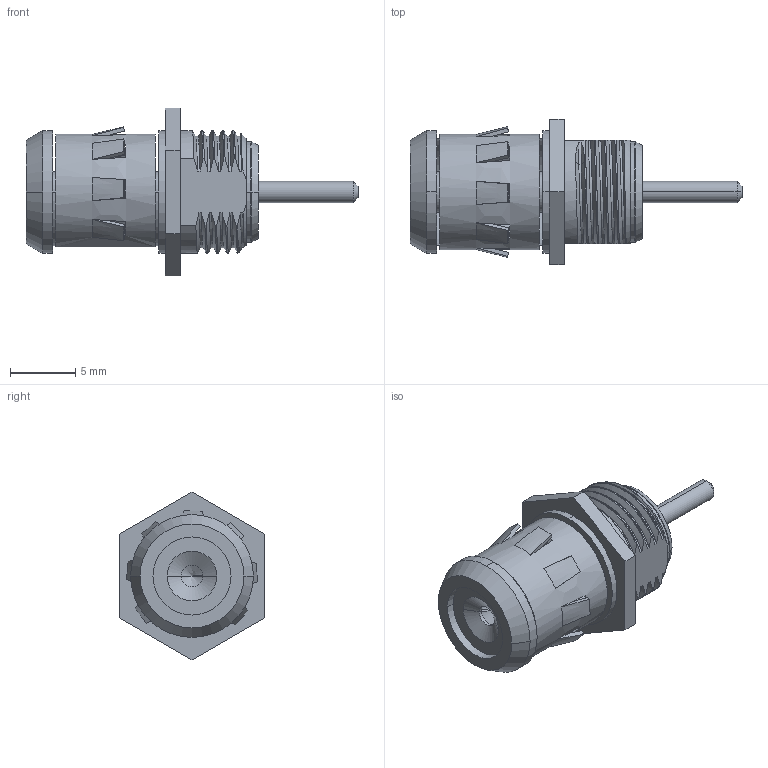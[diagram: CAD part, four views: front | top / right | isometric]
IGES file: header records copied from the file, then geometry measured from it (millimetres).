
Start section:  PTC IGES file: 531-40024.igs
Global section: file name: 531-40024.igs; native system: Pro/ENGINEER by Parametric Technology Corporation; preprocessor: 2010280; author: Admin; organization: Unknown; date: 20111111.154758; units: millimetre
Bounding box: 25.4 x 11.11 x 12.83 mm (x, y, z)
Surface area: 1189 mm2 (no closed solid volume)
Topology: 0 solids, 0 shells, 139 faces, 716 edges, 714 vertices
Faces by surface type: bspline 88, revolution 51
